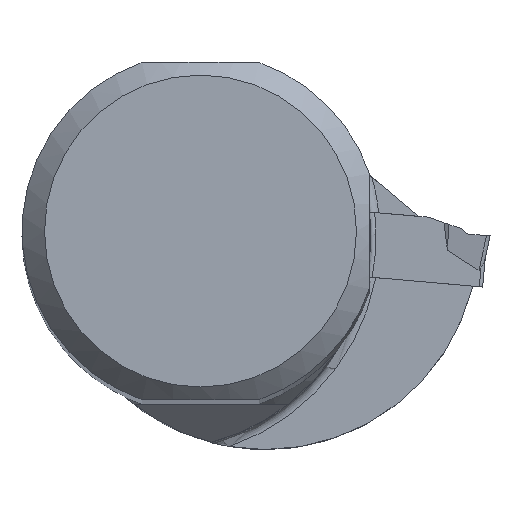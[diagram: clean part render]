
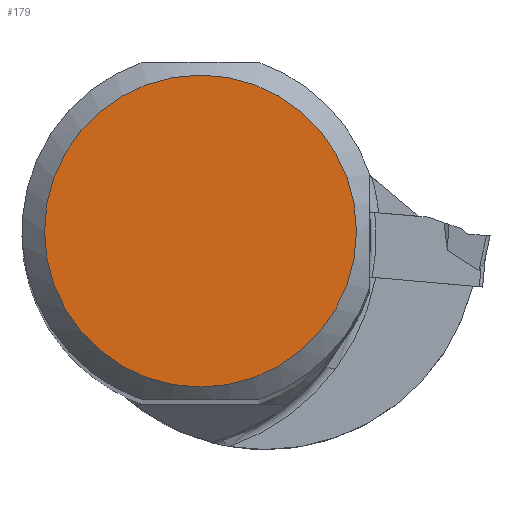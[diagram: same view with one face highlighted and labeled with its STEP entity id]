
A CAD part, top view. The second image highlights one B-rep face of the part: STEP entity #179.
In plain terms, the highlighted planar face has unit normal (0, 0, 1).
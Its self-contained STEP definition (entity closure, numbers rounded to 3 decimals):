
#179=ADVANCED_FACE('',(#288),#237,.F.);
#237=PLANE('',#1602);
#288=FACE_OUTER_BOUND('',#364,.T.);
#364=EDGE_LOOP('',(#800));
#433=CIRCLE('',#1594,13.875);
#800=ORIENTED_EDGE('',*,*,#1294,.T.);
#1128=VERTEX_POINT('',#2299);
#1294=EDGE_CURVE('',#1128,#1128,#433,.T.);
#1594=AXIS2_PLACEMENT_3D('',#2298,#1798,#1799);
#1602=AXIS2_PLACEMENT_3D('',#2308,#1815,#1816);
#1798=DIRECTION('',(0.,0.,1.));
#1799=DIRECTION('',(0.,1.,0.));
#1815=DIRECTION('',(0.,0.,-1.));
#1816=DIRECTION('',(0.,1.,0.));
#2298=CARTESIAN_POINT('',(0.,0.,0.));
#2299=CARTESIAN_POINT('',(0.,13.875,0.));
#2308=CARTESIAN_POINT('',(0.,0.,0.));
